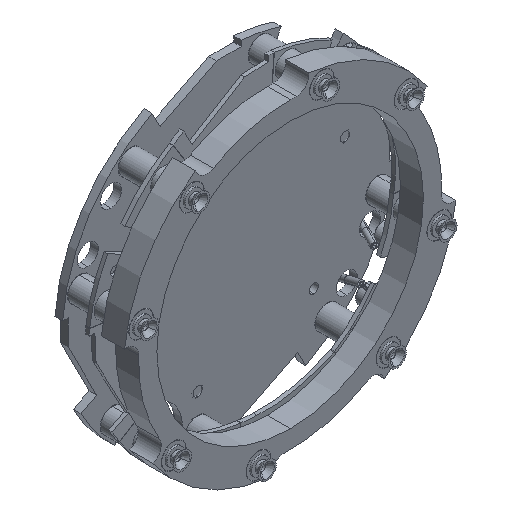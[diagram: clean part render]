
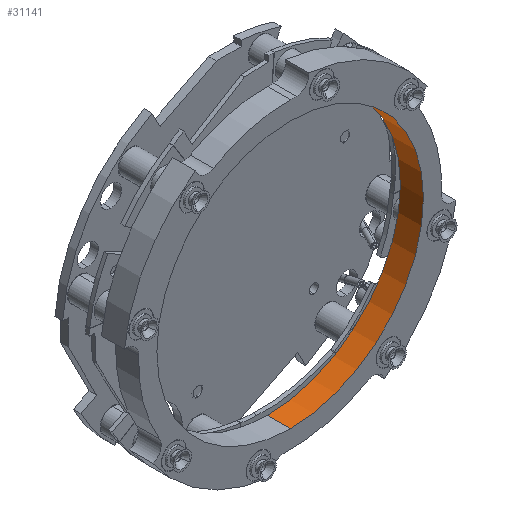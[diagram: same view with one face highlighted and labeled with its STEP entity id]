
A CAD part, isometric view. The second image highlights one B-rep face of the part: STEP entity #31141.
In plain terms, the highlighted cylindrical face has radius 17.628 mm (diameter 35.255 mm), a partial arc.
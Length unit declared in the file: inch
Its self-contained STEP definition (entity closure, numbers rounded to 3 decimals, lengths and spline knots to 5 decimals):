
#3996 = CARTESIAN_POINT ( 'NONE',  ( 0., -0.319, 0. ) ) ;
#4007 = DIRECTION ( 'NONE',  ( 0., 1., 0. ) ) ;
#4008 = DIRECTION ( 'NONE',  ( 0., 0., -1. ) ) ;
#7505 = EDGE_CURVE ( 'NONE', #29559, #29538, #22047, .T. ) ;
#7513 = EDGE_CURVE ( 'NONE', #26328, #29352, #22059, .T. ) ;
#7518 = EDGE_CURVE ( 'NONE', #26328, #29559, #22056, .T. ) ;
#7528 = EDGE_CURVE ( 'NONE', #29352, #29538, #22073, .T. ) ;
#8614 = CARTESIAN_POINT ( 'NONE',  ( 0., -0.199, -0.694 ) ) ;
#8701 = CARTESIAN_POINT ( 'NONE',  ( 0., -0.199, 0.694 ) ) ;
#9673 = ORIENTED_EDGE ( 'NONE', *, *, #7518, .F. ) ;
#9676 = ORIENTED_EDGE ( 'NONE', *, *, #7505, .F. ) ;
#9678 = ORIENTED_EDGE ( 'NONE', *, *, #7528, .T. ) ;
#9680 = ORIENTED_EDGE ( 'NONE', *, *, #7513, .T. ) ;
#10602 = AXIS2_PLACEMENT_3D ( 'NONE', #3996, #4007, #4008 ) ;
#10800 = CARTESIAN_POINT ( 'NONE',  ( 0., -0.319, 0.694 ) ) ;
#12744 = CARTESIAN_POINT ( 'NONE',  ( 0., -0.319, -0.694 ) ) ;
#15916 = AXIS2_PLACEMENT_3D ( 'NONE', #26629, #26630, #26631 ) ;
#15926 = AXIS2_PLACEMENT_3D ( 'NONE', #26646, #26653, #26654 ) ;
#20070 = EDGE_LOOP ( 'NONE', ( #9680, #9678, #9676, #9673 ) ) ;
#22047 = CIRCLE ( 'NONE', #15916, 0.694 ) ;
#22056 = LINE ( 'NONE', #26664, #22060 ) ;
#22059 = CIRCLE ( 'NONE', #15926, 0.694 ) ;
#22060 = VECTOR ( 'NONE', #26665, 39.37008 ) ;
#22073 = LINE ( 'NONE', #26691, #22076 ) ;
#22076 = VECTOR ( 'NONE', #26692, 39.37008 ) ;
#25875 = FACE_OUTER_BOUND ( 'NONE', #20070, .T. ) ;
#25876 = CYLINDRICAL_SURFACE ( 'NONE', #10602, 0.694 ) ;
#26328 = VERTEX_POINT ( 'NONE', #12744 ) ;
#26629 = CARTESIAN_POINT ( 'NONE',  ( 0., -0.199, 0. ) ) ;
#26630 = DIRECTION ( 'NONE',  ( 0., -1., 0. ) ) ;
#26631 = DIRECTION ( 'NONE',  ( 0., 0., 1. ) ) ;
#26646 = CARTESIAN_POINT ( 'NONE',  ( 0., -0.319, 0. ) ) ;
#26653 = DIRECTION ( 'NONE',  ( 0., -1., 0. ) ) ;
#26654 = DIRECTION ( 'NONE',  ( 0., 0., 1. ) ) ;
#26664 = CARTESIAN_POINT ( 'NONE',  ( 0., -0.319, -0.694 ) ) ;
#26665 = DIRECTION ( 'NONE',  ( 0., 1., 0. ) ) ;
#26691 = CARTESIAN_POINT ( 'NONE',  ( 0., -0.319, 0.694 ) ) ;
#26692 = DIRECTION ( 'NONE',  ( 0., 1., 0. ) ) ;
#29352 = VERTEX_POINT ( 'NONE', #10800 ) ;
#29538 = VERTEX_POINT ( 'NONE', #8701 ) ;
#29559 = VERTEX_POINT ( 'NONE', #8614 ) ;
#31141 = ADVANCED_FACE ( 'NONE', ( #25875 ), #25876, .F. ) ;
